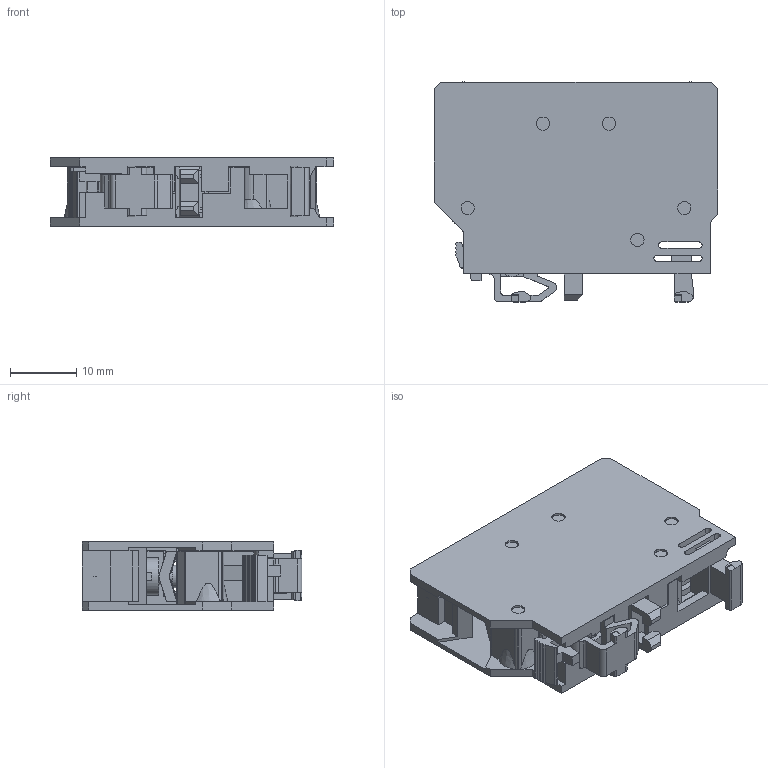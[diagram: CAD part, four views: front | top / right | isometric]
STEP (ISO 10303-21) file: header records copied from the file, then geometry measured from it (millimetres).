
FILE_DESCRIPTION((''),'2;1');
FILE_NAME('12C90082H03 - 300SFA10EM.stp','2015-05-26T10:41:34',('rshanor'),(''),'Autodesk Inventor 2013','Autodesk Inventor 2013','');
FILE_SCHEMA(('AUTOMOTIVE_DESIGN { 1 2 10303 214 0 1 1 1 }'));
Length unit declared in the file: inch
Products named in the file (1): 12C90082H03
Bounding box: 43 x 33.31 x 10.35 mm (x, y, z)
Volume: 6286.3 mm3; surface area: 12211.3 mm2
Topology: 2 solids, 6 shells, 1363 faces, 3845 edges, 2525 vertices
Faces by surface type: plane 1067, cylinder 206, cone 58, bspline 24, torus 6, sphere 2
Full cylindrical faces by diameter (mm): 0.7 x1, 1.5 x2, 1.6 x1, 1.75 x1, 1.9 x1, 2 x10, 2.2 x2, 2.4 x2, 2.5 x2, 2.55 x4, 2.75 x2, 3.4 x4, 3.6 x5, 3.7 x5, 4.1 x5, 4.2 x2, 5.75 x2, 6.5 x2, 7.4 x2
Entity records: 46688 total; most frequent: CARTESIAN_POINT 10232, ORIENTED_EDGE 7534, DIRECTION 6763, EDGE_CURVE 3767, VECTOR 3025, LINE 3025, VERTEX_POINT 2498, AXIS2_PLACEMENT_3D 1869
